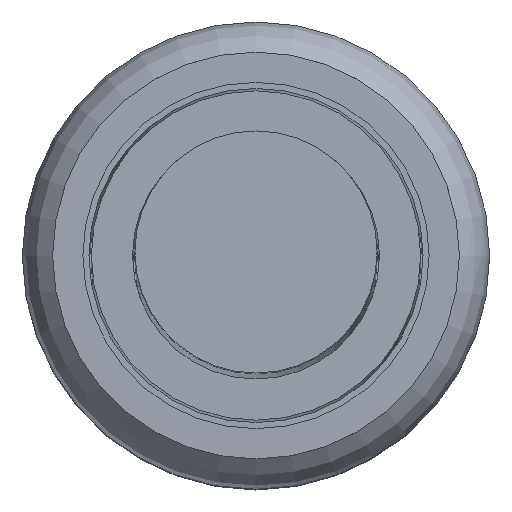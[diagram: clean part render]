
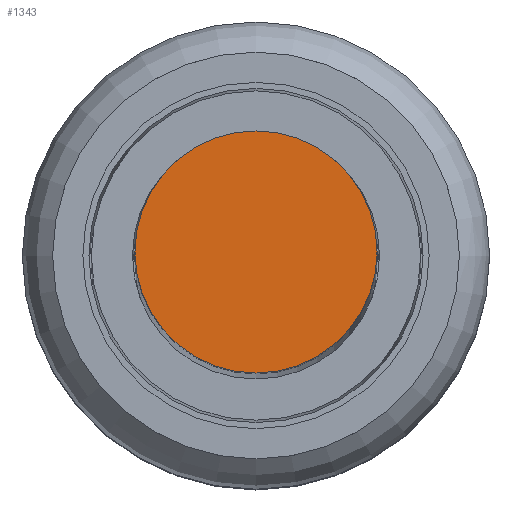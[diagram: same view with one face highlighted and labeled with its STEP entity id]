
A CAD part, top view. The second image highlights one B-rep face of the part: STEP entity #1343.
In plain terms, the highlighted planar face has unit normal (0, 0, 1).
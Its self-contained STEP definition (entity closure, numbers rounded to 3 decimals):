
#1246 = CYLINDRICAL_SURFACE('',#1247,0.5);
#1247 = AXIS2_PLACEMENT_3D('',#1248,#1249,#1250);
#1248 = CARTESIAN_POINT('',(0.,0.,31.45));
#1249 = DIRECTION('',(-0.,-0.,-1.));
#1250 = DIRECTION('',(1.,0.,0.));
#1293 = VERTEX_POINT('',#1294);
#1294 = CARTESIAN_POINT('',(0.5,0.,33.45));
#1315 = EDGE_CURVE('',#1293,#1293,#1316,.T.);
#1316 = SURFACE_CURVE('',#1317,(#1322,#1329),.PCURVE_S1.);
#1317 = CIRCLE('',#1318,0.5);
#1318 = AXIS2_PLACEMENT_3D('',#1319,#1320,#1321);
#1319 = CARTESIAN_POINT('',(0.,0.,33.45));
#1320 = DIRECTION('',(0.,0.,1.));
#1321 = DIRECTION('',(1.,0.,0.));
#1322 = PCURVE('',#1246,#1323);
#1323 = DEFINITIONAL_REPRESENTATION('',(#1324),#1328);
#1324 = LINE('',#1325,#1326);
#1325 = CARTESIAN_POINT('',(-0.,-2.));
#1326 = VECTOR('',#1327,1.);
#1327 = DIRECTION('',(-1.,0.));
#1328 = ( GEOMETRIC_REPRESENTATION_CONTEXT(2) 
PARAMETRIC_REPRESENTATION_CONTEXT() REPRESENTATION_CONTEXT('2D SPACE',''
  ) );
#1329 = PCURVE('',#1330,#1335);
#1330 = PLANE('',#1331);
#1331 = AXIS2_PLACEMENT_3D('',#1332,#1333,#1334);
#1332 = CARTESIAN_POINT('',(0.,0.,33.45));
#1333 = DIRECTION('',(0.,0.,1.));
#1334 = DIRECTION('',(1.,0.,0.));
#1335 = DEFINITIONAL_REPRESENTATION('',(#1336),#1340);
#1336 = CIRCLE('',#1337,0.5);
#1337 = AXIS2_PLACEMENT_2D('',#1338,#1339);
#1338 = CARTESIAN_POINT('',(0.,0.));
#1339 = DIRECTION('',(1.,0.));
#1340 = ( GEOMETRIC_REPRESENTATION_CONTEXT(2) 
PARAMETRIC_REPRESENTATION_CONTEXT() REPRESENTATION_CONTEXT('2D SPACE',''
  ) );
#1343 = ADVANCED_FACE('',(#1344),#1330,.T.);
#1344 = FACE_BOUND('',#1345,.F.);
#1345 = EDGE_LOOP('',(#1346));
#1346 = ORIENTED_EDGE('',*,*,#1315,.F.);
